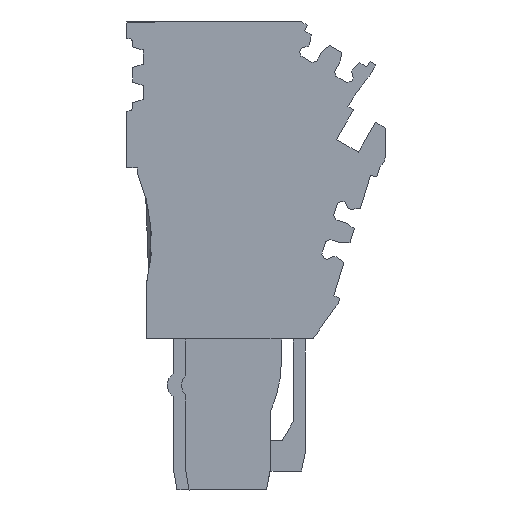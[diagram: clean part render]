
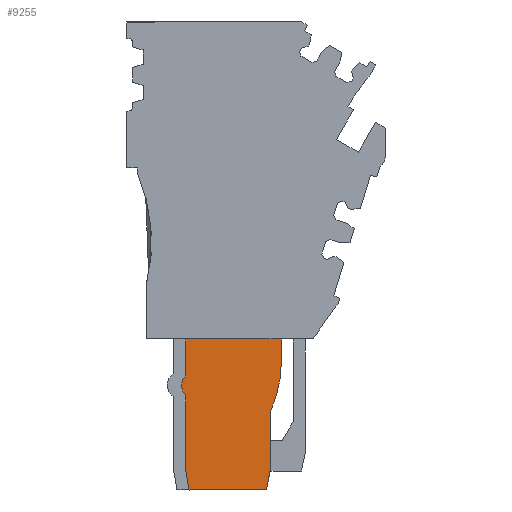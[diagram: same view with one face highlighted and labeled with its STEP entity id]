
A CAD part, left-side view. The second image highlights one B-rep face of the part: STEP entity #9255.
In plain terms, the highlighted planar face has unit normal (-1, 0, 0).
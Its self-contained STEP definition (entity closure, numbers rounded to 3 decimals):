
#9180=AXIS2_PLACEMENT_3D('Plane Axis2P3D',#9177,#9178,#9179) ;
#9193=AXIS2_PLACEMENT_3D('Circle Axis2P3D',#9191,#9192,$) ;
#9235=AXIS2_PLACEMENT_3D('Circle Axis2P3D',#9233,#9234,$) ;
#9155=CARTESIAN_POINT('Vertex',(0.7,9.05,13.15)) ;
#9158=CARTESIAN_POINT('Line Origine',(0.7,9.05,12.244)) ;
#9162=CARTESIAN_POINT('Vertex',(0.7,9.05,11.337)) ;
#9177=CARTESIAN_POINT('Axis2P3D Location',(0.7,20.086,11.345)) ;
#9182=CARTESIAN_POINT('Line Origine',(0.7,17.4,11.561)) ;
#9186=CARTESIAN_POINT('Vertex',(0.7,17.4,13.15)) ;
#9188=CARTESIAN_POINT('Vertex',(0.7,17.4,9.972)) ;
#9191=CARTESIAN_POINT('Axis2P3D Location',(0.7,16.55,9.125)) ;
#9195=CARTESIAN_POINT('Vertex',(0.7,17.4,8.278)) ;
#9198=CARTESIAN_POINT('Line Origine',(0.7,17.4,4.972)) ;
#9202=CARTESIAN_POINT('Vertex',(0.7,17.4,1.666)) ;
#9205=CARTESIAN_POINT('Line Origine',(0.7,17.253,0.833)) ;
#9209=CARTESIAN_POINT('Vertex',(0.7,17.106,0.)) ;
#9212=CARTESIAN_POINT('Line Origine',(0.7,13.728,0.)) ;
#9216=CARTESIAN_POINT('Vertex',(0.7,10.35,0.)) ;
#9219=CARTESIAN_POINT('Line Origine',(0.7,10.2,0.851)) ;
#9223=CARTESIAN_POINT('Vertex',(0.7,10.05,1.701)) ;
#9226=CARTESIAN_POINT('Line Origine',(0.7,10.05,4.228)) ;
#9230=CARTESIAN_POINT('Vertex',(0.7,10.05,6.755)) ;
#9233=CARTESIAN_POINT('Axis2P3D Location',(0.7,20.086,11.345)) ;
#9238=CARTESIAN_POINT('Line Origine',(0.7,13.225,13.15)) ;
#9159=DIRECTION('Vector Direction',(0.,0.,-1.)) ;
#9178=DIRECTION('Axis2P3D Direction',(1.,0.,0.)) ;
#9179=DIRECTION('Axis2P3D XDirection',(0.,0.,-1.)) ;
#9183=DIRECTION('Vector Direction',(0.,0.,-1.)) ;
#9192=DIRECTION('Axis2P3D Direction',(1.,0.,0.)) ;
#9199=DIRECTION('Vector Direction',(0.,0.,-1.)) ;
#9206=DIRECTION('Vector Direction',(0.,-0.174,-0.985)) ;
#9213=DIRECTION('Vector Direction',(0.,1.,0.)) ;
#9220=DIRECTION('Vector Direction',(0.,0.174,-0.985)) ;
#9227=DIRECTION('Vector Direction',(0.,0.,-1.)) ;
#9234=DIRECTION('Axis2P3D Direction',(1.,0.,0.)) ;
#9239=DIRECTION('Vector Direction',(0.,1.,0.)) ;
#9160=VECTOR('Line Direction',#9159,1.) ;
#9184=VECTOR('Line Direction',#9183,1.) ;
#9200=VECTOR('Line Direction',#9199,1.) ;
#9207=VECTOR('Line Direction',#9206,1.) ;
#9214=VECTOR('Line Direction',#9213,1.) ;
#9221=VECTOR('Line Direction',#9220,1.) ;
#9228=VECTOR('Line Direction',#9227,1.) ;
#9240=VECTOR('Line Direction',#9239,1.) ;
#9244=ORIENTED_EDGE('',*,*,#9190,.T.) ;
#9245=ORIENTED_EDGE('',*,*,#9197,.F.) ;
#9246=ORIENTED_EDGE('',*,*,#9204,.T.) ;
#9247=ORIENTED_EDGE('',*,*,#9211,.T.) ;
#9248=ORIENTED_EDGE('',*,*,#9218,.F.) ;
#9249=ORIENTED_EDGE('',*,*,#9225,.F.) ;
#9250=ORIENTED_EDGE('',*,*,#9232,.F.) ;
#9251=ORIENTED_EDGE('',*,*,#9237,.F.) ;
#9252=ORIENTED_EDGE('',*,*,#9164,.F.) ;
#9253=ORIENTED_EDGE('',*,*,#9242,.T.) ;
#9255=ADVANCED_FACE('V1',(#9254),#9181,.F.) ;
#9194=CIRCLE('generated circle',#9193,1.2) ;
#9236=CIRCLE('generated circle',#9235,11.036) ;
#9164=EDGE_CURVE('',#9156,#9163,#9161,.T.) ;
#9190=EDGE_CURVE('',#9187,#9189,#9185,.T.) ;
#9197=EDGE_CURVE('',#9196,#9189,#9194,.T.) ;
#9204=EDGE_CURVE('',#9196,#9203,#9201,.T.) ;
#9211=EDGE_CURVE('',#9203,#9210,#9208,.T.) ;
#9218=EDGE_CURVE('',#9217,#9210,#9215,.T.) ;
#9225=EDGE_CURVE('',#9224,#9217,#9222,.T.) ;
#9232=EDGE_CURVE('',#9231,#9224,#9229,.T.) ;
#9237=EDGE_CURVE('',#9163,#9231,#9236,.T.) ;
#9242=EDGE_CURVE('',#9156,#9187,#9241,.T.) ;
#9243=EDGE_LOOP('',(#9244,#9245,#9246,#9247,#9248,#9249,#9250,#9251,#9252,#9253)) ;
#9254=FACE_OUTER_BOUND('',#9243,.T.) ;
#9161=LINE('Line',#9158,#9160) ;
#9185=LINE('Line',#9182,#9184) ;
#9201=LINE('Line',#9198,#9200) ;
#9208=LINE('Line',#9205,#9207) ;
#9215=LINE('Line',#9212,#9214) ;
#9222=LINE('Line',#9219,#9221) ;
#9229=LINE('Line',#9226,#9228) ;
#9241=LINE('Line',#9238,#9240) ;
#9181=PLANE('',#9180) ;
#9156=VERTEX_POINT('',#9155) ;
#9163=VERTEX_POINT('',#9162) ;
#9187=VERTEX_POINT('',#9186) ;
#9189=VERTEX_POINT('',#9188) ;
#9196=VERTEX_POINT('',#9195) ;
#9203=VERTEX_POINT('',#9202) ;
#9210=VERTEX_POINT('',#9209) ;
#9217=VERTEX_POINT('',#9216) ;
#9224=VERTEX_POINT('',#9223) ;
#9231=VERTEX_POINT('',#9230) ;
